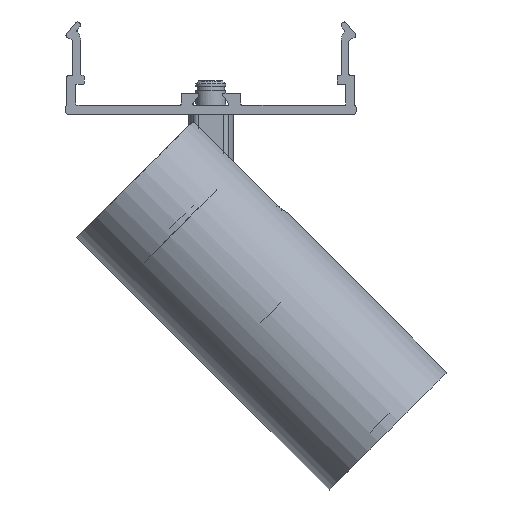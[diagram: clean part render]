
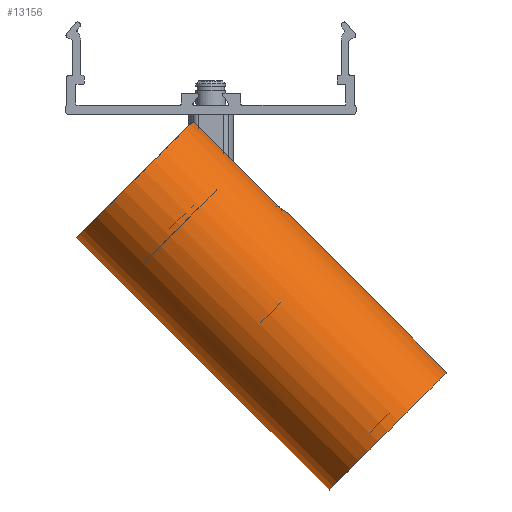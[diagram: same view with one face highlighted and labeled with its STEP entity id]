
A CAD part, front view. The second image highlights one B-rep face of the part: STEP entity #13156.
In plain terms, the highlighted cylindrical face has radius 14 mm (diameter 28 mm), a full revolution.
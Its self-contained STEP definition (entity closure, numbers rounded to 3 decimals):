
#1019=LINE('',#23224,#1821);
#1029=LINE('',#23262,#1831);
#1030=LINE('',#23295,#1832);
#1821=VECTOR('',#16378,10.);
#1831=VECTOR('',#16392,10.);
#1832=VECTOR('',#16411,14.);
#2576=FACE_OUTER_BOUND('',#3337,.T.);
#3337=EDGE_LOOP('',(#10110,#10111,#10112,#10113,#10114,#10115,#10116,#10117,
#10118,#10119));
#4134=CIRCLE('',#14204,14.);
#4135=CIRCLE('',#14205,14.);
#4136=CIRCLE('',#14206,14.);
#4743=B_SPLINE_CURVE_WITH_KNOTS('',3,(#23211,#23212,#23213,#23214,#23215,
#23216,#23217,#23218),.UNSPECIFIED.,.F.,.F.,(4,2,2,4),(0.,0.057,
0.113,0.134),.UNSPECIFIED.);
#4745=B_SPLINE_CURVE_WITH_KNOTS('',3,(#23244,#23245,#23246,#23247,#23248,
#23249,#23250,#23251),.UNSPECIFIED.,.F.,.F.,(4,2,2,4),(0.319,
0.341,0.397,0.454),.UNSPECIFIED.);
#4747=B_SPLINE_CURVE_WITH_KNOTS('',3,(#23274,#23275,#23276,#23277,#23278,
#23279,#23280,#23281,#23282,#23283),.UNSPECIFIED.,.F.,.F.,(4,2,2,2,4),(0.359,
0.455,0.606,0.758,0.853),
 .UNSPECIFIED.);
#5602=VERTEX_POINT('',#23208);
#5603=VERTEX_POINT('',#23210);
#5605=VERTEX_POINT('',#23223);
#5610=VERTEX_POINT('',#23241);
#5611=VERTEX_POINT('',#23243);
#5615=VERTEX_POINT('',#23260);
#5617=VERTEX_POINT('',#23292);
#5618=VERTEX_POINT('',#23294);
#7259=EDGE_CURVE('',#5603,#5602,#4743,.T.);
#7262=EDGE_CURVE('',#5605,#5603,#1019,.T.);
#7268=EDGE_CURVE('',#5611,#5610,#4745,.T.);
#7274=EDGE_CURVE('',#5610,#5615,#1029,.T.);
#7276=EDGE_CURVE('',#5602,#5611,#4747,.T.);
#7281=EDGE_CURVE('',#5617,#5615,#4134,.T.);
#7282=EDGE_CURVE('',#5617,#5618,#1030,.T.);
#7283=EDGE_CURVE('',#5618,#5618,#4135,.T.);
#7284=EDGE_CURVE('',#5605,#5617,#4136,.T.);
#10110=ORIENTED_EDGE('',*,*,#7262,.T.);
#10111=ORIENTED_EDGE('',*,*,#7259,.T.);
#10112=ORIENTED_EDGE('',*,*,#7276,.T.);
#10113=ORIENTED_EDGE('',*,*,#7268,.T.);
#10114=ORIENTED_EDGE('',*,*,#7274,.T.);
#10115=ORIENTED_EDGE('',*,*,#7281,.F.);
#10116=ORIENTED_EDGE('',*,*,#7282,.T.);
#10117=ORIENTED_EDGE('',*,*,#7283,.T.);
#10118=ORIENTED_EDGE('',*,*,#7282,.F.);
#10119=ORIENTED_EDGE('',*,*,#7284,.F.);
#12793=CYLINDRICAL_SURFACE('',#14203,14.);
#13156=ADVANCED_FACE('',(#2576),#12793,.T.);
#14203=AXIS2_PLACEMENT_3D('',#23291,#16407,#16408);
#14204=AXIS2_PLACEMENT_3D('',#23293,#16409,#16410);
#14205=AXIS2_PLACEMENT_3D('',#23296,#16412,#16413);
#14206=AXIS2_PLACEMENT_3D('',#23297,#16414,#16415);
#16378=DIRECTION('',(0.707,0.,-0.707));
#16392=DIRECTION('',(-0.707,0.,0.707));
#16407=DIRECTION('center_axis',(-0.707,0.,
0.707));
#16408=DIRECTION('ref_axis',(0.,-1.,0.));
#16409=DIRECTION('center_axis',(-0.707,0.,
0.707));
#16410=DIRECTION('ref_axis',(0.,1.,0.));
#16411=DIRECTION('',(0.707,0.,-0.707));
#16412=DIRECTION('center_axis',(-0.707,0.,
0.707));
#16413=DIRECTION('ref_axis',(0.,1.,0.));
#16414=DIRECTION('center_axis',(-0.707,0.,
0.707));
#16415=DIRECTION('ref_axis',(0.,1.,0.));
#23208=CARTESIAN_POINT('',(12.086,-67.6,-16.081));
#23210=CARTESIAN_POINT('',(11.154,-67.,-15.315));
#23211=CARTESIAN_POINT('Ctrl Pts',(11.154,-67.,-15.315));
#23212=CARTESIAN_POINT('Ctrl Pts',(11.288,-67.,-15.449));
#23213=CARTESIAN_POINT('Ctrl Pts',(11.436,-67.038,-15.585));
#23214=CARTESIAN_POINT('Ctrl Pts',(11.719,-67.19,-15.823));
#23215=CARTESIAN_POINT('Ctrl Pts',(11.854,-67.305,-15.925));
#23216=CARTESIAN_POINT('Ctrl Pts',(12.007,-67.487,-16.03));
#23217=CARTESIAN_POINT('Ctrl Pts',(12.048,-67.541,-16.057));
#23218=CARTESIAN_POINT('Ctrl Pts',(12.086,-67.6,-16.081));
#23223=CARTESIAN_POINT('',(-2.988,-67.,-1.173));
#23224=CARTESIAN_POINT('',(18.226,-67.,-22.386));
#23241=CARTESIAN_POINT('',(11.154,-73.,-15.315));
#23243=CARTESIAN_POINT('',(12.086,-72.4,-16.081));
#23244=CARTESIAN_POINT('Ctrl Pts',(12.086,-72.4,-16.081));
#23245=CARTESIAN_POINT('Ctrl Pts',(12.048,-72.459,-16.057));
#23246=CARTESIAN_POINT('Ctrl Pts',(12.007,-72.513,-16.03));
#23247=CARTESIAN_POINT('Ctrl Pts',(11.854,-72.695,-15.925));
#23248=CARTESIAN_POINT('Ctrl Pts',(11.719,-72.81,-15.823));
#23249=CARTESIAN_POINT('Ctrl Pts',(11.436,-72.962,-15.585));
#23250=CARTESIAN_POINT('Ctrl Pts',(11.288,-73.,-15.449));
#23251=CARTESIAN_POINT('Ctrl Pts',(11.154,-73.,-15.315));
#23260=CARTESIAN_POINT('',(-2.988,-73.,-1.173));
#23262=CARTESIAN_POINT('',(18.226,-73.,-22.386));
#23274=CARTESIAN_POINT('Ctrl Pts',(12.086,-67.6,-16.081));
#23275=CARTESIAN_POINT('Ctrl Pts',(12.258,-67.862,-16.187));
#23276=CARTESIAN_POINT('Ctrl Pts',(12.407,-68.155,-16.276));
#23277=CARTESIAN_POINT('Ctrl Pts',(12.706,-68.958,-16.449));
#23278=CARTESIAN_POINT('Ctrl Pts',(12.799,-69.495,-16.5));
#23279=CARTESIAN_POINT('Ctrl Pts',(12.799,-70.505,-16.5));
#23280=CARTESIAN_POINT('Ctrl Pts',(12.706,-71.042,-16.449));
#23281=CARTESIAN_POINT('Ctrl Pts',(12.407,-71.845,-16.276));
#23282=CARTESIAN_POINT('Ctrl Pts',(12.258,-72.138,-16.187));
#23283=CARTESIAN_POINT('Ctrl Pts',(12.086,-72.4,-16.081));
#23291=CARTESIAN_POINT('Origin',(8.556,-70.,-32.056));
#23292=CARTESIAN_POINT('',(-12.657,-56.,-10.843));
#23293=CARTESIAN_POINT('Origin',(-12.657,-70.,-10.843));
#23294=CARTESIAN_POINT('',(29.769,-56.,-53.269));
#23295=CARTESIAN_POINT('',(8.556,-56.,-32.056));
#23296=CARTESIAN_POINT('Origin',(29.769,-70.,-53.269));
#23297=CARTESIAN_POINT('Origin',(-12.657,-70.,-10.843));
